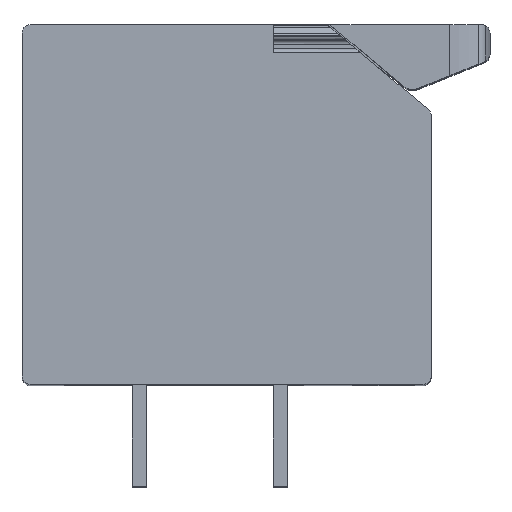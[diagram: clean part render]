
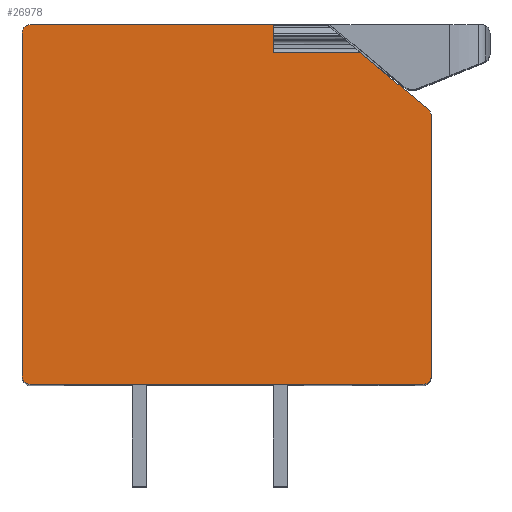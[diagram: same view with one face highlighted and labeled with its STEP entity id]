
A CAD part, top view. The second image highlights one B-rep face of the part: STEP entity #26978.
In plain terms, the highlighted planar face has unit normal (0, 0, 1).
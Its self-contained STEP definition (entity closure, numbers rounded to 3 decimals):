
#222=CIRCLE('',#28356,0.3);
#223=CIRCLE('',#28359,0.3);
#224=CIRCLE('',#28361,0.3);
#233=CIRCLE('',#28372,0.3);
#1433=LINE('',#36797,#3556);
#1624=LINE('',#37354,#3747);
#1657=LINE('',#37470,#3780);
#1661=LINE('',#37484,#3784);
#1809=LINE('',#37897,#3932);
#1874=LINE('',#38027,#3997);
#1877=LINE('',#38039,#4000);
#1916=LINE('',#38125,#4039);
#1917=LINE('',#38127,#4040);
#1918=LINE('',#38129,#4041);
#1919=LINE('',#38130,#4042);
#3556=VECTOR('',#30463,1000.);
#3747=VECTOR('',#30876,1000.);
#3780=VECTOR('',#30961,1000.);
#3784=VECTOR('',#30971,1000.);
#3932=VECTOR('',#31241,1000.);
#3997=VECTOR('',#31312,1000.);
#4000=VECTOR('',#31327,1000.);
#4039=VECTOR('',#31386,1000.);
#4040=VECTOR('',#31387,1000.);
#4041=VECTOR('',#31388,1000.);
#4042=VECTOR('',#31389,1000.);
#6607=ORIENTED_EDGE('',*,*,#12508,.F.);
#6608=ORIENTED_EDGE('',*,*,#12509,.T.);
#6609=ORIENTED_EDGE('',*,*,#12510,.T.);
#6610=ORIENTED_EDGE('',*,*,#12174,.T.);
#6611=ORIENTED_EDGE('',*,*,#12511,.F.);
#6612=ORIENTED_EDGE('',*,*,#12117,.T.);
#6613=ORIENTED_EDGE('',*,*,#12461,.T.);
#6614=ORIENTED_EDGE('',*,*,#12507,.T.);
#6615=ORIENTED_EDGE('',*,*,#12389,.T.);
#6616=ORIENTED_EDGE('',*,*,#12391,.T.);
#6617=ORIENTED_EDGE('',*,*,#12455,.T.);
#6618=ORIENTED_EDGE('',*,*,#12456,.T.);
#6619=ORIENTED_EDGE('',*,*,#11846,.T.);
#6620=ORIENTED_EDGE('',*,*,#12457,.T.);
#6621=ORIENTED_EDGE('',*,*,#12181,.T.);
#11846=EDGE_CURVE('',#14794,#14793,#1433,.T.);
#12117=EDGE_CURVE('',#15049,#15048,#1624,.T.);
#12174=EDGE_CURVE('',#15106,#15105,#1657,.T.);
#12181=EDGE_CURVE('',#15113,#15112,#1661,.T.);
#12389=EDGE_CURVE('',#15311,#15316,#1809,.T.);
#12391=EDGE_CURVE('',#15316,#15317,#222,.T.);
#12455=EDGE_CURVE('',#15317,#15378,#1874,.T.);
#12456=EDGE_CURVE('',#15378,#14794,#223,.T.);
#12457=EDGE_CURVE('',#14793,#15113,#224,.T.);
#12461=EDGE_CURVE('',#15048,#15381,#1877,.T.);
#12507=EDGE_CURVE('',#15381,#15311,#233,.T.);
#12508=EDGE_CURVE('',#15419,#15112,#1916,.T.);
#12509=EDGE_CURVE('',#15419,#15420,#1917,.T.);
#12510=EDGE_CURVE('',#15420,#15106,#1918,.T.);
#12511=EDGE_CURVE('',#15049,#15105,#1919,.T.);
#14793=VERTEX_POINT('',#36796);
#14794=VERTEX_POINT('',#36798);
#15048=VERTEX_POINT('',#37353);
#15049=VERTEX_POINT('',#37355);
#15105=VERTEX_POINT('',#37469);
#15106=VERTEX_POINT('',#37471);
#15112=VERTEX_POINT('',#37483);
#15113=VERTEX_POINT('',#37485);
#15311=VERTEX_POINT('',#37884);
#15316=VERTEX_POINT('',#37896);
#15317=VERTEX_POINT('',#37900);
#15378=VERTEX_POINT('',#38026);
#15381=VERTEX_POINT('',#38038);
#15419=VERTEX_POINT('',#38126);
#15420=VERTEX_POINT('',#38128);
#16595=EDGE_LOOP('',(#6607,#6608,#6609,#6610,#6611,#6612,#6613,#6614,#6615,
#6616,#6617,#6618,#6619,#6620,#6621));
#17726=FACE_BOUND('',#16595,.T.);
#18802=PLANE('',#28373);
#26978=ADVANCED_FACE('',(#17726),#18802,.T.);
#28356=AXIS2_PLACEMENT_3D('',#37901,#31245,#31246);
#28359=AXIS2_PLACEMENT_3D('',#38029,#31315,#31316);
#28361=AXIS2_PLACEMENT_3D('',#38031,#31319,#31320);
#28372=AXIS2_PLACEMENT_3D('',#38123,#31382,#31383);
#28373=AXIS2_PLACEMENT_3D('',#38124,#31384,#31385);
#30463=DIRECTION('',(0.,1.,0.));
#30876=DIRECTION('',(0.,1.,0.));
#30961=DIRECTION('',(-0.766,0.643,0.));
#30971=DIRECTION('',(-0.766,0.643,0.));
#31241=DIRECTION('',(0.,-1.,0.));
#31245=DIRECTION('',(0.,0.,1.));
#31246=DIRECTION('',(1.,0.,0.));
#31312=DIRECTION('',(1.,0.,0.));
#31315=DIRECTION('',(0.,0.,1.));
#31316=DIRECTION('',(1.,0.,0.));
#31319=DIRECTION('',(0.,0.,1.));
#31320=DIRECTION('',(1.,0.,0.));
#31327=DIRECTION('',(-1.,0.,0.));
#31382=DIRECTION('',(0.,0.,1.));
#31383=DIRECTION('',(1.,0.,0.));
#31384=DIRECTION('',(0.,0.,1.));
#31385=DIRECTION('',(1.,0.,0.));
#31386=DIRECTION('',(1.,0.,0.));
#31387=DIRECTION('',(0.,1.,0.));
#31388=DIRECTION('',(1.,0.,0.));
#31389=DIRECTION('',(1.,0.,0.));
#36796=CARTESIAN_POINT('',(5.35,9.51,28.));
#36797=CARTESIAN_POINT('',(5.35,0.3,28.));
#36798=CARTESIAN_POINT('',(5.35,0.3,28.));
#37353=CARTESIAN_POINT('',(-0.25,12.75,28.));
#37354=CARTESIAN_POINT('',(-0.25,0.3,28.));
#37355=CARTESIAN_POINT('',(-0.25,12.346,28.));
#37469=CARTESIAN_POINT('',(2.137,12.346,28.));
#37470=CARTESIAN_POINT('',(5.243,9.74,28.));
#37471=CARTESIAN_POINT('',(2.141,12.343,28.));
#37483=CARTESIAN_POINT('',(2.847,11.75,28.));
#37484=CARTESIAN_POINT('',(5.243,9.74,28.));
#37485=CARTESIAN_POINT('',(5.243,9.74,28.));
#37884=CARTESIAN_POINT('',(-9.15,12.45,28.));
#37896=CARTESIAN_POINT('',(-9.15,0.3,28.));
#37897=CARTESIAN_POINT('',(-9.15,12.45,28.));
#37900=CARTESIAN_POINT('',(-8.85,0.,28.));
#37901=CARTESIAN_POINT('',(-8.85,0.3,28.));
#38026=CARTESIAN_POINT('',(5.05,0.,28.));
#38027=CARTESIAN_POINT('',(-8.85,0.,28.));
#38029=CARTESIAN_POINT('',(5.05,0.3,28.));
#38031=CARTESIAN_POINT('',(5.05,9.51,28.));
#38038=CARTESIAN_POINT('',(-8.85,12.75,28.));
#38039=CARTESIAN_POINT('',(1.656,12.75,28.));
#38123=CARTESIAN_POINT('',(-8.85,12.45,28.));
#38124=CARTESIAN_POINT('',(-8.85,0.3,28.));
#38125=CARTESIAN_POINT('',(-8.85,11.75,28.));
#38126=CARTESIAN_POINT('',(-0.25,11.75,28.));
#38127=CARTESIAN_POINT('',(-0.25,0.3,28.));
#38128=CARTESIAN_POINT('',(-0.25,12.343,28.));
#38129=CARTESIAN_POINT('',(-0.25,12.343,28.));
#38130=CARTESIAN_POINT('',(-0.25,12.346,28.));
